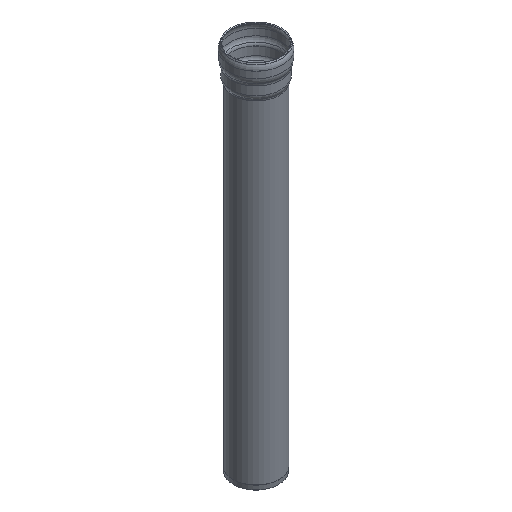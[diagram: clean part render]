
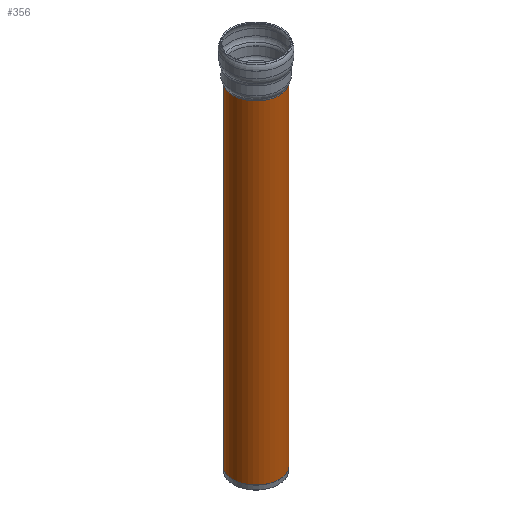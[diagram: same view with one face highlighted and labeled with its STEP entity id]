
A CAD part, isometric view. The second image highlights one B-rep face of the part: STEP entity #356.
In plain terms, the highlighted cylindrical face has radius 510 mm (diameter 1020 mm), a full revolution.
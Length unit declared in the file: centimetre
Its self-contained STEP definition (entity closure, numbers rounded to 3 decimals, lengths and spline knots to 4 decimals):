
#34=CYLINDRICAL_SURFACE('',#454,51.);
#56=FACE_OUTER_BOUND('',#78,.T.);
#78=EDGE_LOOP('',(#320,#321,#322,#323,#324));
#87=CIRCLE('',#401,51.);
#89=CIRCLE('',#403,51.);
#122=CIRCLE('',#453,51.);
#129=VERTEX_POINT('',#631);
#130=VERTEX_POINT('',#632);
#156=VERTEX_POINT('',#719);
#166=EDGE_CURVE('',#129,#130,#87,.T.);
#168=EDGE_CURVE('',#130,#129,#89,.T.);
#210=EDGE_CURVE('',#156,#156,#122,.T.);
#212=EDGE_CURVE('',#129,#156,#373,.T.);
#320=ORIENTED_EDGE('',*,*,#166,.F.);
#321=ORIENTED_EDGE('',*,*,#212,.T.);
#322=ORIENTED_EDGE('',*,*,#210,.T.);
#323=ORIENTED_EDGE('',*,*,#212,.F.);
#324=ORIENTED_EDGE('',*,*,#168,.F.);
#356=ADVANCED_FACE('',(#56),#34,.T.);
#373=LINE('',#723,#386);
#386=VECTOR('',#604,51.);
#401=AXIS2_PLACEMENT_3D('',#633,#486,#487);
#403=AXIS2_PLACEMENT_3D('',#635,#490,#491);
#453=AXIS2_PLACEMENT_3D('',#720,#599,#600);
#454=AXIS2_PLACEMENT_3D('',#722,#602,#603);
#486=DIRECTION('center_axis',(0.,0.,1.));
#487=DIRECTION('ref_axis',(0.,-1.,0.));
#490=DIRECTION('center_axis',(0.,0.,1.));
#491=DIRECTION('ref_axis',(0.,-1.,0.));
#599=DIRECTION('center_axis',(0.,0.,1.));
#600=DIRECTION('ref_axis',(1.,0.,0.));
#602=DIRECTION('center_axis',(0.,0.,1.));
#603=DIRECTION('ref_axis',(1.,0.,0.));
#604=DIRECTION('',(0.,0.,-1.));
#631=CARTESIAN_POINT('',(-51.,0.,743.966));
#632=CARTESIAN_POINT('',(0.,51.,743.966));
#633=CARTESIAN_POINT('Origin',(0.,0.,743.966));
#635=CARTESIAN_POINT('Origin',(0.,0.,743.966));
#719=CARTESIAN_POINT('',(-51.,0.,10.));
#720=CARTESIAN_POINT('Origin',(0.,0.,10.));
#722=CARTESIAN_POINT('Origin',(0.,0.,12.5));
#723=CARTESIAN_POINT('',(-51.,0.,12.5));
